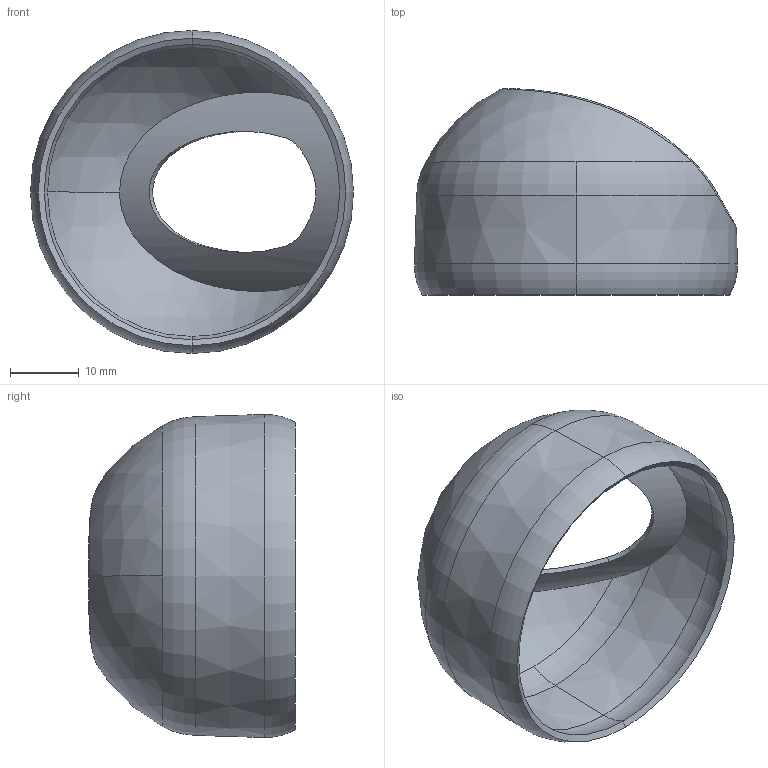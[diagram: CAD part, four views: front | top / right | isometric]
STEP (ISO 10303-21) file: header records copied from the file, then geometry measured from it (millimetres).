
FILE_DESCRIPTION (( 'STEP AP214' ), '1' );
FILE_NAME ('àðò. KRT306.STEP', '2014-07-16T05:35:49', ( '' ), ( '' ), 'SwSTEP 2.0', 'SolidWorks 2014', '' );
FILE_SCHEMA (( 'AUTOMOTIVE_DESIGN' ));
Length unit declared in the file: millimetre
Products named in the file (1): àðò. KRT306
Bounding box: 47 x 30.04 x 47 mm (x, y, z)
Volume: 4169.5 mm3; surface area: 8558.1 mm2
Topology: 1 solids, 1 shells, 30 faces, 68 edges, 40 vertices
Faces by surface type: torus 10, bspline 8, cone 6, sphere 4, cylinder 2
Entity records: 2004 total; most frequent: CARTESIAN_POINT 1337, ORIENTED_EDGE 136, DIRECTION 128, EDGE_CURVE 68, AXIS2_PLACEMENT_3D 59, VERTEX_POINT 40, CIRCLE 36, EDGE_LOOP 32
